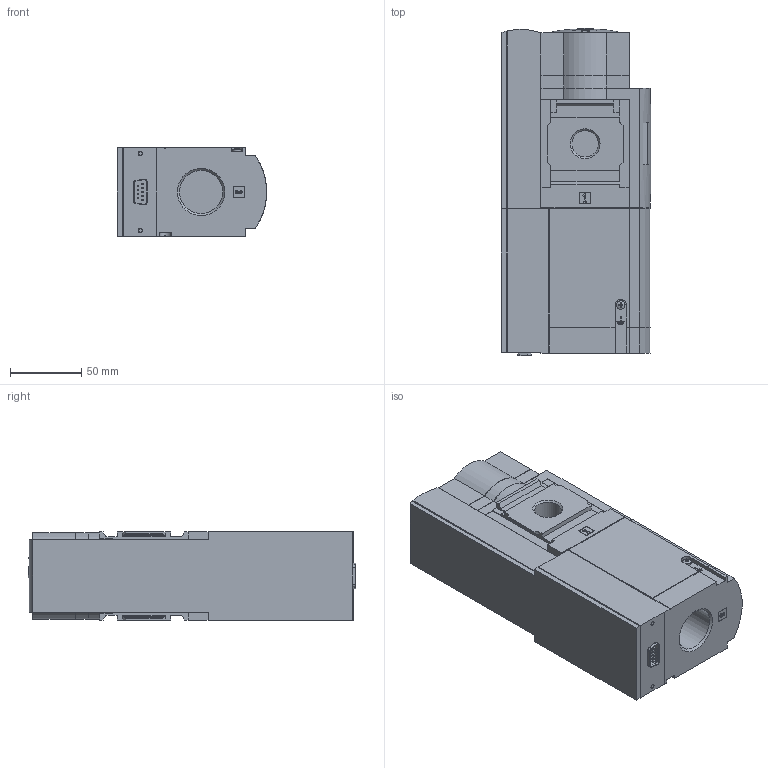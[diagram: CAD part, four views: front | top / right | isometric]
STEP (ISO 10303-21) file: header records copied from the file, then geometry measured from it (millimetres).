
FILE_DESCRIPTION(/* description */ ('STEP AP214'),/* implementation_level */ '2;1');
FILE_NAME(/* name */ '548715_MS6-SV-1_2-E-10V24-AG',/* time_stamp */ '2024-09-11T16:12:36+02:00',/* author */ ('License CC BY-ND 4.0'),/* organization */ ('CADENAS'),/* preprocessor_version */ 'ST-DEVELOPER v19.3',/* originating_system */ 'PARTsolutions',/* authorisation */ ' ');
FILE_SCHEMA (('AUTOMOTIVE_DESIGN {1 0 10303 214 3 1 1}'));
Length unit declared in the file: millimetre
Products named in the file (2): 548715 MS6-SV-1/2-E-10V24-AG; 548713 MS6-SV-1/2-E-10V24-AG0D
Assembly tree (1 placements, depth 2):
  548715 MS6-SV-1/2-E-10V24-AG
    548713 MS6-SV-1/2-E-10V24-AG0D
Bounding box: 104.8 x 229.68 x 62 mm (x, y, z)
Volume: 1263821.5 mm3; surface area: 93398.9 mm2
Topology: 1 solids, 1 shells, 416 faces, 1117 edges, 742 vertices
Faces by surface type: plane 333, cylinder 68, cone 9, sphere 4, torus 2
Full cylindrical faces by diameter (mm): 1 x9, 2.459 x3, 6 x2, 18.631 x2, 27.5 x1, 30.291 x1, 34.6 x1
Entity records: 15614 total; most frequent: CARTESIAN_POINT 2340, ORIENTED_EDGE 2134, DIRECTION 2052, EDGE_CURVE 1067, LINE 844, VECTOR 844, VERTEX_POINT 727, AXIS2_PLACEMENT_3D 604
